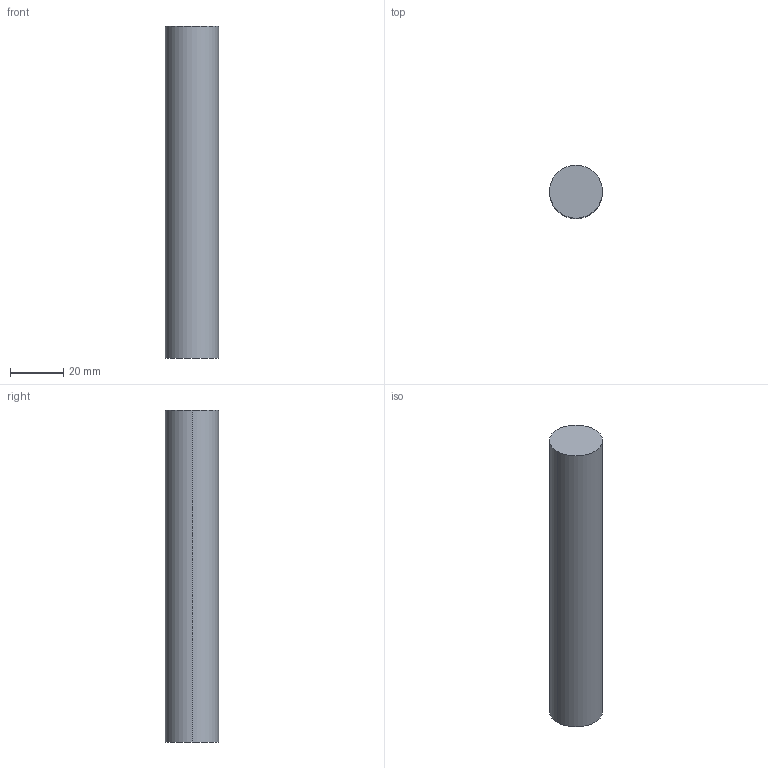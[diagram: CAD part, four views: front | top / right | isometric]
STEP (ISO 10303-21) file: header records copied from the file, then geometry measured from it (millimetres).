
FILE_DESCRIPTION((''),'2;1');
FILE_NAME('KRAMP_ROUE_JOCKEY_AXE_FOURCHE','2021-04-30T15:09:34',('itang'),(''),'CREO PARAMETRIC BY PTC INC, 2020281','CREO PARAMETRIC BY PTC INC, 2020281','');
FILE_SCHEMA(('CONFIG_CONTROL_DESIGN'));
Length unit declared in the file: millimetre
Products named in the file (1): KRAMP_ROUE_JOCKEY_AXE_FOURCHE
Bounding box: 20 x 20 x 125 mm (x, y, z)
Volume: 39269.9 mm3; surface area: 8482.3 mm2
Topology: 1 solids, 1 shells, 4 faces, 6 edges, 4 vertices
Faces by surface type: plane 2, cylinder 2
Entity records: 132 total; most frequent: DIRECTION 18, CARTESIAN_POINT 14, ORIENTED_EDGE 12, AXIS2_PLACEMENT_3D 8, EDGE_CURVE 6, VERTEX_POINT 4, EDGE_LOOP 4, FACE_OUTER_BOUND 4
